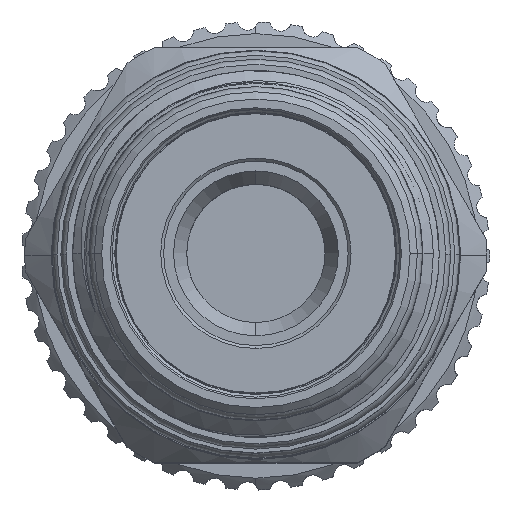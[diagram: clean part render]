
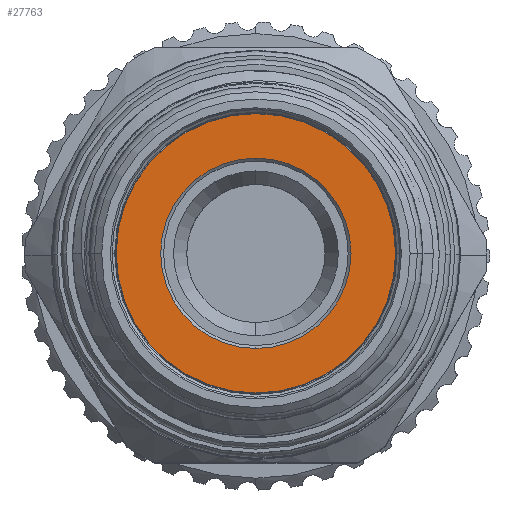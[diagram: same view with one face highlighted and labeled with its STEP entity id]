
A CAD part, top view. The second image highlights one B-rep face of the part: STEP entity #27763.
In plain terms, the highlighted planar face has unit normal (0, 0, 1).
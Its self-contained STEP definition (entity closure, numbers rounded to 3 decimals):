
#2162 = ORIENTED_EDGE ( 'NONE', *, *, #36348, .T. ) ;
#2267 = DIRECTION ( 'NONE',  ( 0., 0., -1. ) ) ;
#3736 = CIRCLE ( 'NONE', #48778, 9.615 ) ;
#5923 = CIRCLE ( 'NONE', #59302, 6.55 ) ;
#8978 = AXIS2_PLACEMENT_3D ( 'NONE', #22717, #2267, #17972 ) ;
#9410 = FACE_BOUND ( 'NONE', #15824, .T. ) ;
#10542 = VERTEX_POINT ( 'NONE', #31938 ) ;
#13105 = CARTESIAN_POINT ( 'NONE',  ( 0., 6.55, 19.06 ) ) ;
#13919 = CARTESIAN_POINT ( 'NONE',  ( 0., 0., 19.06 ) ) ;
#15824 = EDGE_LOOP ( 'NONE', ( #41538, #2162 ) ) ;
#16375 = VERTEX_POINT ( 'NONE', #13105 ) ;
#16597 = FACE_OUTER_BOUND ( 'NONE', #57564, .T. ) ;
#17708 = DIRECTION ( 'NONE',  ( 0., -1., 0. ) ) ;
#17972 = DIRECTION ( 'NONE',  ( 0., -1., 0. ) ) ;
#19040 = DIRECTION ( 'NONE',  ( 0., 1., 0. ) ) ;
#22717 = CARTESIAN_POINT ( 'NONE',  ( 0., 0., 19.06 ) ) ;
#25343 = DIRECTION ( 'NONE',  ( 0., -1., 0. ) ) ;
#25791 = DIRECTION ( 'NONE',  ( 0., 0., -1. ) ) ;
#26260 = VERTEX_POINT ( 'NONE', #41671 ) ;
#26398 = CARTESIAN_POINT ( 'NONE',  ( 0., -6.55, 19.06 ) ) ;
#27763 = ADVANCED_FACE ( 'NONE', ( #9410, #16597 ), #49593, .T. ) ;
#27885 = CIRCLE ( 'NONE', #36683, 9.615 ) ;
#27987 = EDGE_CURVE ( 'NONE', #26260, #10542, #27885, .T. ) ;
#29766 = DIRECTION ( 'NONE',  ( 0., -1., 0. ) ) ;
#31443 = VERTEX_POINT ( 'NONE', #26398 ) ;
#31938 = CARTESIAN_POINT ( 'NONE',  ( 0., 9.615, 19.06 ) ) ;
#32993 = DIRECTION ( 'NONE',  ( 0., 0., -1. ) ) ;
#34053 = ORIENTED_EDGE ( 'NONE', *, *, #63466, .F. ) ;
#34527 = AXIS2_PLACEMENT_3D ( 'NONE', #13919, #49821, #19040 ) ;
#36348 = EDGE_CURVE ( 'NONE', #31443, #16375, #42684, .T. ) ;
#36683 = AXIS2_PLACEMENT_3D ( 'NONE', #50933, #25791, #25343 ) ;
#41538 = ORIENTED_EDGE ( 'NONE', *, *, #54621, .T. ) ;
#41671 = CARTESIAN_POINT ( 'NONE',  ( 0., -9.615, 19.06 ) ) ;
#42439 = CARTESIAN_POINT ( 'NONE',  ( 0., 0., 19.06 ) ) ;
#42684 = CIRCLE ( 'NONE', #8978, 6.55 ) ;
#48778 = AXIS2_PLACEMENT_3D ( 'NONE', #60503, #60953, #29766 ) ;
#49593 = PLANE ( 'NONE',  #34527 ) ;
#49821 = DIRECTION ( 'NONE',  ( 0., 0., 1. ) ) ;
#50933 = CARTESIAN_POINT ( 'NONE',  ( 0., 0., 19.06 ) ) ;
#53052 = ORIENTED_EDGE ( 'NONE', *, *, #27987, .F. ) ;
#54621 = EDGE_CURVE ( 'NONE', #16375, #31443, #5923, .T. ) ;
#57564 = EDGE_LOOP ( 'NONE', ( #53052, #34053 ) ) ;
#59302 = AXIS2_PLACEMENT_3D ( 'NONE', #42439, #32993, #17708 ) ;
#60503 = CARTESIAN_POINT ( 'NONE',  ( 0., 0., 19.06 ) ) ;
#60953 = DIRECTION ( 'NONE',  ( 0., 0., -1. ) ) ;
#63466 = EDGE_CURVE ( 'NONE', #10542, #26260, #3736, .T. ) ;
